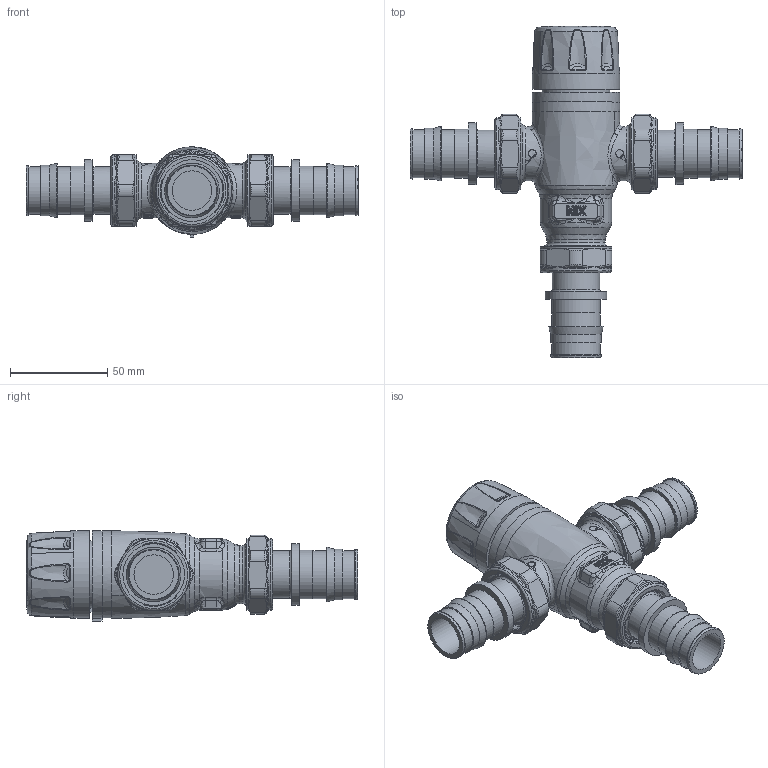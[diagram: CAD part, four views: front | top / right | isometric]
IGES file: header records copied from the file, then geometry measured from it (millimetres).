
Global section: file name: 521608A_Simplify_1; native system: Autodesk Inventor 2025; preprocessor: unknown; author: ischreiner; date: 20250731.092450; units: inch
Bounding box: 170.99 x 170.55 x 46.47 mm (x, y, z)
Volume: 232513.7 mm3; surface area: 60182.4 mm2
Topology: 7 solids, 7 shells, 1558 faces, 3710 edges, 2075 vertices
Faces by surface type: bspline 1558
